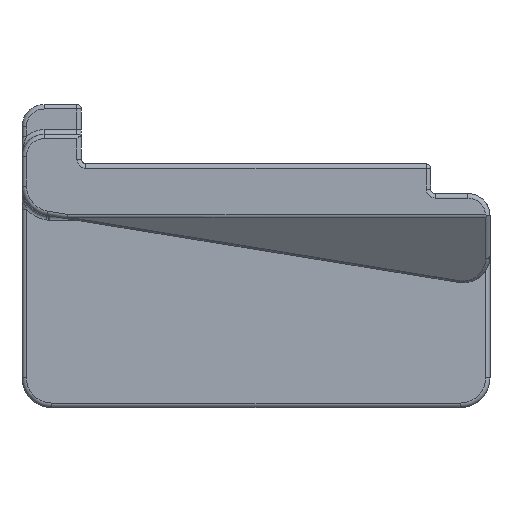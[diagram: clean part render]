
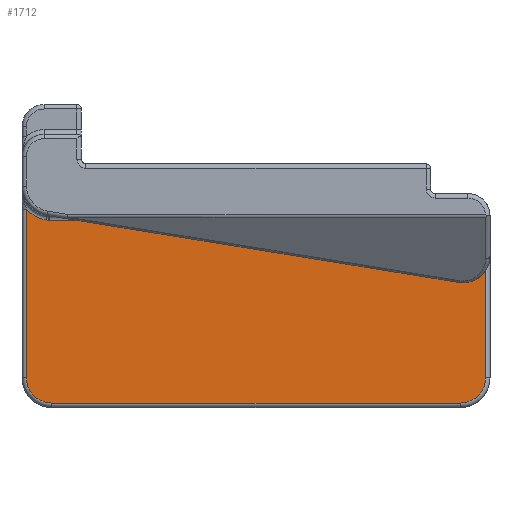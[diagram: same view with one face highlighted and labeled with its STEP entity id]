
A CAD part, front view. The second image highlights one B-rep face of the part: STEP entity #1712.
In plain terms, the highlighted planar face has unit normal (0, -1, 0).
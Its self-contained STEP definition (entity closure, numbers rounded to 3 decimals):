
#117 = CARTESIAN_POINT ( 'NONE',  ( 13.75, 0., 7.1 ) ) ;
#462 = VECTOR ( 'NONE', #11582, 1000. ) ;
#489 = DIRECTION ( 'NONE',  ( 1., 0., 0. ) ) ;
#531 = CIRCLE ( 'NONE', #6340, 1.7 ) ;
#610 = AXIS2_PLACEMENT_3D ( 'NONE', #2932, #10623, #4058 ) ;
#763 = AXIS2_PLACEMENT_3D ( 'NONE', #7732, #1145, #8824 ) ;
#769 = CARTESIAN_POINT ( 'NONE',  ( -13.959, 0., 5.604 ) ) ;
#937 = VERTEX_POINT ( 'NONE', #4025 ) ;
#970 = EDGE_LOOP ( 'NONE', ( #3696, #13795, #7888, #5985, #6515, #10807, #11327, #4657, #8031, #9192, #9998, #2654, #7105 ) ) ;
#1085 = DIRECTION ( 'NONE',  ( 0., 0., -1. ) ) ;
#1137 = VERTEX_POINT ( 'NONE', #4125 ) ;
#1145 = DIRECTION ( 'NONE',  ( 0., 1., 0. ) ) ;
#1193 = VERTEX_POINT ( 'NONE', #6448 ) ;
#1291 = CARTESIAN_POINT ( 'NONE',  ( -13.983, 0., 5.608 ) ) ;
#1619 = DIRECTION ( 'NONE',  ( -1., 0., 0. ) ) ;
#1711 = CARTESIAN_POINT ( 'NONE',  ( -13.75, 0., -6.7 ) ) ;
#1712 = ADVANCED_FACE ( 'NONE', ( #13753 ), #10537, .F. ) ;
#1808 = VERTEX_POINT ( 'NONE', #8385 ) ;
#2425 = LINE ( 'NONE', #4950, #10854 ) ;
#2456 = EDGE_CURVE ( 'NONE', #7114, #10565, #7954, .T. ) ;
#2654 = ORIENTED_EDGE ( 'NONE', *, *, #11182, .F. ) ;
#2761 = VECTOR ( 'NONE', #2958, 1000. ) ;
#2890 = VERTEX_POINT ( 'NONE', #1711 ) ;
#2907 = CARTESIAN_POINT ( 'NONE',  ( 15.45, 0., -5. ) ) ;
#2932 = CARTESIAN_POINT ( 'NONE',  ( -13.75, 0., 7.9 ) ) ;
#2958 = DIRECTION ( 'NONE',  ( 0.987, 0., -0.16 ) ) ;
#3146 = AXIS2_PLACEMENT_3D ( 'NONE', #4270, #11924, #5392 ) ;
#3192 = VERTEX_POINT ( 'NONE', #117 ) ;
#3329 = VECTOR ( 'NONE', #4185, 1000. ) ;
#3464 = EDGE_CURVE ( 'NONE', #937, #3192, #9305, .T. ) ;
#3558 = EDGE_CURVE ( 'NONE', #1193, #5279, #5722, .T. ) ;
#3696 = ORIENTED_EDGE ( 'NONE', *, *, #11490, .F. ) ;
#3745 = CARTESIAN_POINT ( 'NONE',  ( 15.75, 0., 7.1 ) ) ;
#3951 = VERTEX_POINT ( 'NONE', #6872 ) ;
#4025 = CARTESIAN_POINT ( 'NONE',  ( 12.05, 0., 7.1 ) ) ;
#4058 = DIRECTION ( 'NONE',  ( 0., 0., -1. ) ) ;
#4125 = CARTESIAN_POINT ( 'NONE',  ( -15.45, 0., 6.351 ) ) ;
#4185 = DIRECTION ( 'NONE',  ( 0., 0., 1. ) ) ;
#4220 = AXIS2_PLACEMENT_3D ( 'NONE', #11824, #5295, #12908 ) ;
#4270 = CARTESIAN_POINT ( 'NONE',  ( 13.75, 0., 5.4 ) ) ;
#4459 = CARTESIAN_POINT ( 'NONE',  ( -15.45, 0., 5.9 ) ) ;
#4640 = AXIS2_PLACEMENT_3D ( 'NONE', #14182, #7678, #1085 ) ;
#4657 = ORIENTED_EDGE ( 'NONE', *, *, #8722, .F. ) ;
#4717 = CIRCLE ( 'NONE', #763, 1.7 ) ;
#4950 = CARTESIAN_POINT ( 'NONE',  ( 15.75, 0., -6.7 ) ) ;
#5025 = CARTESIAN_POINT ( 'NONE',  ( 11.75, 0., 5.6 ) ) ;
#5033 = CARTESIAN_POINT ( 'NONE',  ( -13.887, 0., 5.6 ) ) ;
#5095 = CARTESIAN_POINT ( 'NONE',  ( 15.75, 0., 5.9 ) ) ;
#5162 = EDGE_CURVE ( 'NONE', #10565, #3951, #4717, .T. ) ;
#5236 = DIRECTION ( 'NONE',  ( 0., 1., 0. ) ) ;
#5279 = VERTEX_POINT ( 'NONE', #1291 ) ;
#5295 = DIRECTION ( 'NONE',  ( 0., 1., 0. ) ) ;
#5392 = DIRECTION ( 'NONE',  ( 0., 0., -1. ) ) ;
#5714 = EDGE_CURVE ( 'NONE', #3192, #7114, #7619, .T. ) ;
#5722 = LINE ( 'NONE', #769, #2761 ) ;
#5795 = EDGE_CURVE ( 'NONE', #6810, #5279, #13071, .T. ) ;
#5985 = ORIENTED_EDGE ( 'NONE', *, *, #5714, .F. ) ;
#6340 = AXIS2_PLACEMENT_3D ( 'NONE', #11782, #5236, #12855 ) ;
#6410 = VECTOR ( 'NONE', #489, 1000. ) ;
#6448 = CARTESIAN_POINT ( 'NONE',  ( -14.119, 0., 5.63 ) ) ;
#6515 = ORIENTED_EDGE ( 'NONE', *, *, #3464, .F. ) ;
#6624 = CARTESIAN_POINT ( 'NONE',  ( -15.45, 0., -5. ) ) ;
#6810 = VERTEX_POINT ( 'NONE', #5033 ) ;
#6872 = CARTESIAN_POINT ( 'NONE',  ( 13.75, 0., -6.7 ) ) ;
#6974 = VERTEX_POINT ( 'NONE', #9663 ) ;
#7105 = ORIENTED_EDGE ( 'NONE', *, *, #8261, .F. ) ;
#7114 = VERTEX_POINT ( 'NONE', #12049 ) ;
#7284 = DIRECTION ( 'NONE',  ( 0., 1., 0. ) ) ;
#7619 = CIRCLE ( 'NONE', #3146, 1.7 ) ;
#7620 = VECTOR ( 'NONE', #13818, 1000. ) ;
#7678 = DIRECTION ( 'NONE',  ( 0., 1., 0. ) ) ;
#7732 = CARTESIAN_POINT ( 'NONE',  ( 13.75, 0., -5. ) ) ;
#7888 = ORIENTED_EDGE ( 'NONE', *, *, #2456, .F. ) ;
#7954 = LINE ( 'NONE', #2907, #7620 ) ;
#7986 = AXIS2_PLACEMENT_3D ( 'NONE', #5095, #7284, #13903 ) ;
#8031 = ORIENTED_EDGE ( 'NONE', *, *, #5795, .T. ) ;
#8261 = EDGE_CURVE ( 'NONE', #2890, #8478, #531, .T. ) ;
#8385 = CARTESIAN_POINT ( 'NONE',  ( 11.45, 0., 5.6 ) ) ;
#8478 = VERTEX_POINT ( 'NONE', #6624 ) ;
#8530 = LINE ( 'NONE', #5025, #462 ) ;
#8722 = EDGE_CURVE ( 'NONE', #6810, #1808, #8530, .T. ) ;
#8824 = DIRECTION ( 'NONE',  ( 0., 0., -1. ) ) ;
#9192 = ORIENTED_EDGE ( 'NONE', *, *, #3558, .F. ) ;
#9305 = LINE ( 'NONE', #3745, #6410 ) ;
#9454 = EDGE_CURVE ( 'NONE', #6974, #1808, #10725, .T. ) ;
#9663 = CARTESIAN_POINT ( 'NONE',  ( 12.05, 0., 6.2 ) ) ;
#9874 = LINE ( 'NONE', #10754, #3329 ) ;
#9962 = CIRCLE ( 'NONE', #610, 2.3 ) ;
#9998 = ORIENTED_EDGE ( 'NONE', *, *, #12639, .F. ) ;
#10338 = VECTOR ( 'NONE', #11018, 1000. ) ;
#10537 = PLANE ( 'NONE',  #7986 ) ;
#10565 = VERTEX_POINT ( 'NONE', #11130 ) ;
#10623 = DIRECTION ( 'NONE',  ( 0., -1., 0. ) ) ;
#10725 = CIRCLE ( 'NONE', #4220, 0.6 ) ;
#10754 = CARTESIAN_POINT ( 'NONE',  ( 12.05, 0., 7.4 ) ) ;
#10807 = ORIENTED_EDGE ( 'NONE', *, *, #13814, .F. ) ;
#10854 = VECTOR ( 'NONE', #1619, 1000. ) ;
#11018 = DIRECTION ( 'NONE',  ( 0., 0., 1. ) ) ;
#11130 = CARTESIAN_POINT ( 'NONE',  ( 15.45, 0., -5. ) ) ;
#11182 = EDGE_CURVE ( 'NONE', #8478, #1137, #11373, .T. ) ;
#11327 = ORIENTED_EDGE ( 'NONE', *, *, #9454, .T. ) ;
#11373 = LINE ( 'NONE', #4459, #10338 ) ;
#11490 = EDGE_CURVE ( 'NONE', #3951, #2890, #2425, .T. ) ;
#11582 = DIRECTION ( 'NONE',  ( 1., 0., 0. ) ) ;
#11782 = CARTESIAN_POINT ( 'NONE',  ( -13.75, 0., -5. ) ) ;
#11824 = CARTESIAN_POINT ( 'NONE',  ( 11.45, 0., 6.2 ) ) ;
#11924 = DIRECTION ( 'NONE',  ( 0., 1., 0. ) ) ;
#12049 = CARTESIAN_POINT ( 'NONE',  ( 15.45, 0., 5.4 ) ) ;
#12639 = EDGE_CURVE ( 'NONE', #1137, #1193, #9962, .T. ) ;
#12855 = DIRECTION ( 'NONE',  ( 0., 0., -1. ) ) ;
#12908 = DIRECTION ( 'NONE',  ( 0., 0., -1. ) ) ;
#13071 = CIRCLE ( 'NONE', #4640, 0.6 ) ;
#13753 = FACE_OUTER_BOUND ( 'NONE', #970, .T. ) ;
#13795 = ORIENTED_EDGE ( 'NONE', *, *, #5162, .F. ) ;
#13814 = EDGE_CURVE ( 'NONE', #6974, #937, #9874, .T. ) ;
#13818 = DIRECTION ( 'NONE',  ( 0., 0., -1. ) ) ;
#13903 = DIRECTION ( 'NONE',  ( 0., 0., -1. ) ) ;
#14182 = CARTESIAN_POINT ( 'NONE',  ( -13.887, 0., 6.2 ) ) ;
